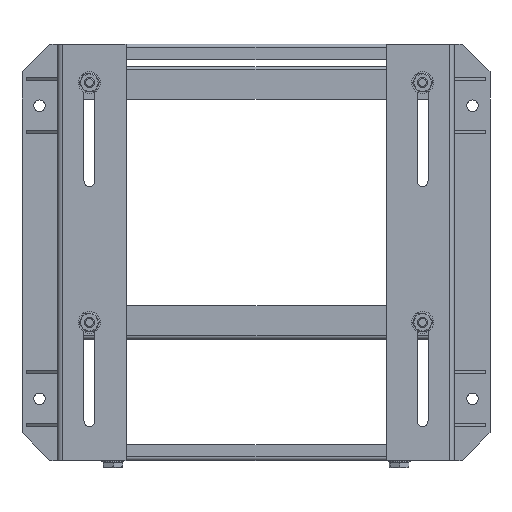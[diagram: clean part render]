
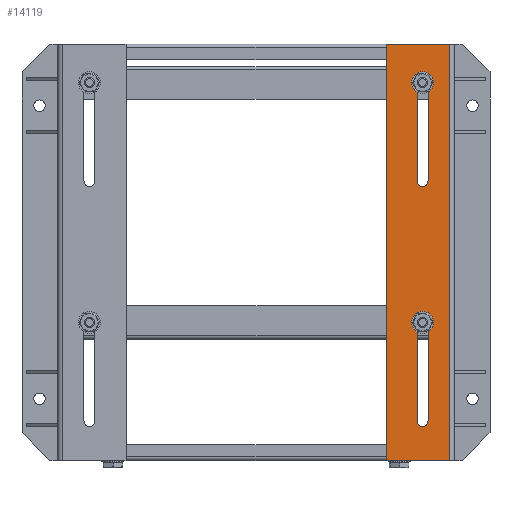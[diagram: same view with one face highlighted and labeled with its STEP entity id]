
A CAD part, front view. The second image highlights one B-rep face of the part: STEP entity #14119.
In plain terms, the highlighted planar face has unit normal (0, -1, 0).
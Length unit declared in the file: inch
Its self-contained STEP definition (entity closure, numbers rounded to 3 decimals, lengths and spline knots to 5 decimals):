
#24 = EDGE_CURVE ( 'NONE', #3700, #7052, #16914, .T. ) ;
#47 = ORIENTED_EDGE ( 'NONE', *, *, #16730, .F. ) ;
#364 = DIRECTION ( 'NONE',  ( 0., 0., 1. ) ) ;
#433 = CARTESIAN_POINT ( 'NONE',  ( 11.95185, -2.01659, 5.35353 ) ) ;
#576 = ORIENTED_EDGE ( 'NONE', *, *, #12706, .F. ) ;
#842 = VERTEX_POINT ( 'NONE', #4200 ) ;
#987 = CARTESIAN_POINT ( 'NONE',  ( 14.39628, -2.01659, -15.625 ) ) ;
#1167 = AXIS2_PLACEMENT_3D ( 'NONE', #6225, #9747, #16476 ) ;
#1437 = VERTEX_POINT ( 'NONE', #18619 ) ;
#1557 = CIRCLE ( 'NONE', #9549, 0.41339 ) ;
#1569 = CARTESIAN_POINT ( 'NONE',  ( 12.77862, -2.01659, 5.35353 ) ) ;
#1638 = EDGE_CURVE ( 'NONE', #3972, #18643, #5762, .T. ) ;
#1717 = DIRECTION ( 'NONE',  ( 0., 1., 0. ) ) ;
#1768 = EDGE_LOOP ( 'NONE', ( #11875, #14940, #9075, #2836, #8245 ) ) ;
#2027 = PLANE ( 'NONE',  #8857 ) ;
#2267 = EDGE_CURVE ( 'NONE', #1437, #842, #6714, .T. ) ;
#2301 = FACE_BOUND ( 'NONE', #1768, .T. ) ;
#2685 = CARTESIAN_POINT ( 'NONE',  ( 11.95185, -2.01659, -12.64647 ) ) ;
#2782 = CARTESIAN_POINT ( 'NONE',  ( 11.95185, -2.01659, -5.25984 ) ) ;
#2836 = ORIENTED_EDGE ( 'NONE', *, *, #13040, .T. ) ;
#2886 = DIRECTION ( 'NONE',  ( 0., 1., 0. ) ) ;
#2903 = VERTEX_POINT ( 'NONE', #433 ) ;
#2964 = DIRECTION ( 'NONE',  ( 0., 0., 1. ) ) ;
#3006 = ORIENTED_EDGE ( 'NONE', *, *, #24, .T. ) ;
#3049 = VECTOR ( 'NONE', #13199, 39.37008 ) ;
#3107 = LINE ( 'NONE', #17010, #9449 ) ;
#3127 = CARTESIAN_POINT ( 'NONE',  ( 9.62213, -2.01659, -15.625 ) ) ;
#3173 = CARTESIAN_POINT ( 'NONE',  ( 12.36524, -2.01659, -5.25984 ) ) ;
#3623 = DIRECTION ( 'NONE',  ( 0., 0., 1. ) ) ;
#3700 = VERTEX_POINT ( 'NONE', #2685 ) ;
#3702 = DIRECTION ( 'NONE',  ( 0., 0., 1. ) ) ;
#3723 = DIRECTION ( 'NONE',  ( 0., 1., 0. ) ) ;
#3846 = DIRECTION ( 'NONE',  ( 0., 0., -1. ) ) ;
#3972 = VERTEX_POINT ( 'NONE', #11690 ) ;
#4200 = CARTESIAN_POINT ( 'NONE',  ( 12.77862, -2.01659, -5.25984 ) ) ;
#4268 = ORIENTED_EDGE ( 'NONE', *, *, #19631, .F. ) ;
#5555 = CIRCLE ( 'NONE', #16341, 0.41339 ) ;
#5762 = LINE ( 'NONE', #1569, #12854 ) ;
#5829 = CARTESIAN_POINT ( 'NONE',  ( 12.77862, -2.01659, 5.35353 ) ) ;
#5853 = LINE ( 'NONE', #8338, #3049 ) ;
#6225 = CARTESIAN_POINT ( 'NONE',  ( 12.36524, -2.01659, -5.25984 ) ) ;
#6391 = LINE ( 'NONE', #13591, #10479 ) ;
#6714 = CIRCLE ( 'NONE', #1167, 0.41339 ) ;
#6718 = DIRECTION ( 'NONE',  ( 0., 1., 0. ) ) ;
#6920 = CARTESIAN_POINT ( 'NONE',  ( 12.36524, -2.01659, 13.15354 ) ) ;
#7052 = VERTEX_POINT ( 'NONE', #2782 ) ;
#7098 = CARTESIAN_POINT ( 'NONE',  ( 11.95185, -2.01659, 12.74016 ) ) ;
#7988 = DIRECTION ( 'NONE',  ( 0., 1., 0. ) ) ;
#8133 = ORIENTED_EDGE ( 'NONE', *, *, #17647, .T. ) ;
#8245 = ORIENTED_EDGE ( 'NONE', *, *, #1638, .T. ) ;
#8338 = CARTESIAN_POINT ( 'NONE',  ( 9.62213, -2.01659, 15.625 ) ) ;
#8465 = CARTESIAN_POINT ( 'NONE',  ( 12.77862, -2.01659, -12.64647 ) ) ;
#8857 = AXIS2_PLACEMENT_3D ( 'NONE', #18177, #3723, #364 ) ;
#9075 = ORIENTED_EDGE ( 'NONE', *, *, #17758, .T. ) ;
#9170 = DIRECTION ( 'NONE',  ( 0., 1., 0. ) ) ;
#9449 = VECTOR ( 'NONE', #3846, 39.37008 ) ;
#9549 = AXIS2_PLACEMENT_3D ( 'NONE', #3173, #7988, #2964 ) ;
#9613 = VERTEX_POINT ( 'NONE', #13703 ) ;
#9743 = VECTOR ( 'NONE', #18835, 39.37008 ) ;
#9747 = DIRECTION ( 'NONE',  ( 0., 1., 0. ) ) ;
#9826 = LINE ( 'NONE', #7098, #21107 ) ;
#10043 = VERTEX_POINT ( 'NONE', #6920 ) ;
#10479 = VECTOR ( 'NONE', #20221, 39.37008 ) ;
#10581 = CIRCLE ( 'NONE', #20609, 0.41339 ) ;
#10966 = VERTEX_POINT ( 'NONE', #987 ) ;
#11115 = EDGE_CURVE ( 'NONE', #7052, #1437, #1557, .T. ) ;
#11386 = EDGE_CURVE ( 'NONE', #842, #18347, #6391, .T. ) ;
#11472 = DIRECTION ( 'NONE',  ( -1., 0., 0. ) ) ;
#11532 = DIRECTION ( 'NONE',  ( 0., 0., 1. ) ) ;
#11690 = CARTESIAN_POINT ( 'NONE',  ( 12.77862, -2.01659, 12.74016 ) ) ;
#11875 = ORIENTED_EDGE ( 'NONE', *, *, #20614, .T. ) ;
#11978 = CIRCLE ( 'NONE', #20338, 0.41339 ) ;
#12126 = VECTOR ( 'NONE', #11472, 39.37008 ) ;
#12352 = CARTESIAN_POINT ( 'NONE',  ( 12.36524, -2.01659, 12.74016 ) ) ;
#12706 = EDGE_CURVE ( 'NONE', #10966, #14407, #15717, .T. ) ;
#12854 = VECTOR ( 'NONE', #16504, 39.37008 ) ;
#13040 = EDGE_CURVE ( 'NONE', #10043, #3972, #10581, .T. ) ;
#13199 = DIRECTION ( 'NONE',  ( 0., 0., -1. ) ) ;
#13591 = CARTESIAN_POINT ( 'NONE',  ( 12.77862, -2.01659, -12.64647 ) ) ;
#13703 = CARTESIAN_POINT ( 'NONE',  ( 14.39628, -2.01659, 15.625 ) ) ;
#13870 = EDGE_LOOP ( 'NONE', ( #15134, #3006, #18457, #20317, #16986 ) ) ;
#14119 = ADVANCED_FACE ( 'NONE', ( #14271, #2301, #18908 ), #2027, .F. ) ;
#14160 = CARTESIAN_POINT ( 'NONE',  ( 11.95185, -2.01659, 12.74016 ) ) ;
#14271 = FACE_OUTER_BOUND ( 'NONE', #18733, .T. ) ;
#14407 = VERTEX_POINT ( 'NONE', #3127 ) ;
#14716 = CARTESIAN_POINT ( 'NONE',  ( 9.62213, -2.01659, 15.625 ) ) ;
#14908 = CARTESIAN_POINT ( 'NONE',  ( 12.36524, -2.01659, 5.35353 ) ) ;
#14940 = ORIENTED_EDGE ( 'NONE', *, *, #18550, .T. ) ;
#15134 = ORIENTED_EDGE ( 'NONE', *, *, #21248, .T. ) ;
#15278 = DIRECTION ( 'NONE',  ( 0., 0., 1. ) ) ;
#15611 = AXIS2_PLACEMENT_3D ( 'NONE', #12352, #9170, #18885 ) ;
#15717 = LINE ( 'NONE', #17984, #12126 ) ;
#15916 = VERTEX_POINT ( 'NONE', #14716 ) ;
#16105 = DIRECTION ( 'NONE',  ( 0., 0., 1. ) ) ;
#16341 = AXIS2_PLACEMENT_3D ( 'NONE', #20941, #2886, #16105 ) ;
#16476 = DIRECTION ( 'NONE',  ( 0., 0., 1. ) ) ;
#16504 = DIRECTION ( 'NONE',  ( 0., 0., -1. ) ) ;
#16645 = CARTESIAN_POINT ( 'NONE',  ( 12.36524, -2.01659, 12.74016 ) ) ;
#16730 = EDGE_CURVE ( 'NONE', #9613, #10966, #3107, .T. ) ;
#16914 = LINE ( 'NONE', #19698, #20520 ) ;
#16986 = ORIENTED_EDGE ( 'NONE', *, *, #11386, .T. ) ;
#17010 = CARTESIAN_POINT ( 'NONE',  ( 14.39628, -2.01659, 15.625 ) ) ;
#17172 = CARTESIAN_POINT ( 'NONE',  ( 14.42528, -2.01659, 15.625 ) ) ;
#17647 = EDGE_CURVE ( 'NONE', #15916, #14407, #5853, .T. ) ;
#17758 = EDGE_CURVE ( 'NONE', #19266, #10043, #18314, .T. ) ;
#17984 = CARTESIAN_POINT ( 'NONE',  ( -14.6948, -2.01659, -15.625 ) ) ;
#18177 = CARTESIAN_POINT ( 'NONE',  ( -15.00976, -2.01659, 15.625 ) ) ;
#18314 = CIRCLE ( 'NONE', #15611, 0.41339 ) ;
#18347 = VERTEX_POINT ( 'NONE', #8465 ) ;
#18437 = LINE ( 'NONE', #17172, #9743 ) ;
#18457 = ORIENTED_EDGE ( 'NONE', *, *, #11115, .T. ) ;
#18550 = EDGE_CURVE ( 'NONE', #2903, #19266, #9826, .T. ) ;
#18619 = CARTESIAN_POINT ( 'NONE',  ( 12.36524, -2.01659, -4.84646 ) ) ;
#18643 = VERTEX_POINT ( 'NONE', #5829 ) ;
#18733 = EDGE_LOOP ( 'NONE', ( #8133, #576, #47, #4268 ) ) ;
#18835 = DIRECTION ( 'NONE',  ( 1., 0., 0. ) ) ;
#18885 = DIRECTION ( 'NONE',  ( 0., 0., 1. ) ) ;
#18908 = FACE_BOUND ( 'NONE', #13870, .T. ) ;
#19266 = VERTEX_POINT ( 'NONE', #14160 ) ;
#19631 = EDGE_CURVE ( 'NONE', #15916, #9613, #18437, .T. ) ;
#19698 = CARTESIAN_POINT ( 'NONE',  ( 11.95185, -2.01659, -5.25984 ) ) ;
#20221 = DIRECTION ( 'NONE',  ( 0., 0., -1. ) ) ;
#20317 = ORIENTED_EDGE ( 'NONE', *, *, #2267, .T. ) ;
#20338 = AXIS2_PLACEMENT_3D ( 'NONE', #14908, #1717, #3623 ) ;
#20520 = VECTOR ( 'NONE', #11532, 39.37008 ) ;
#20609 = AXIS2_PLACEMENT_3D ( 'NONE', #16645, #6718, #3702 ) ;
#20614 = EDGE_CURVE ( 'NONE', #18643, #2903, #11978, .T. ) ;
#20941 = CARTESIAN_POINT ( 'NONE',  ( 12.36524, -2.01659, -12.64647 ) ) ;
#21107 = VECTOR ( 'NONE', #15278, 39.37008 ) ;
#21248 = EDGE_CURVE ( 'NONE', #18347, #3700, #5555, .T. ) ;
